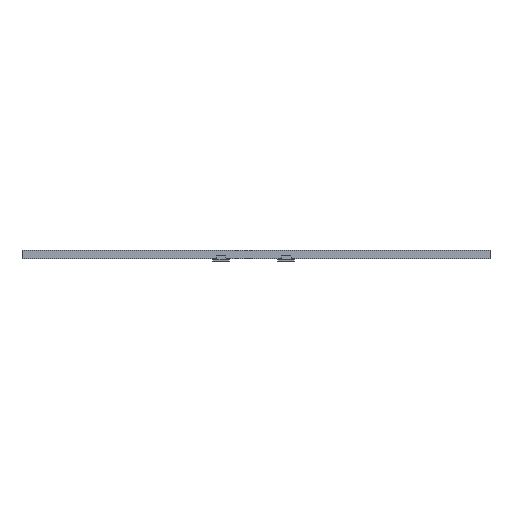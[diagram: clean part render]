
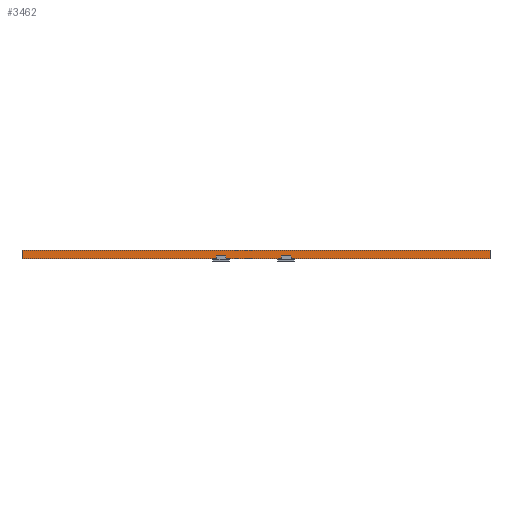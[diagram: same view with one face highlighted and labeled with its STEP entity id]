
A CAD part, front view. The second image highlights one B-rep face of the part: STEP entity #3462.
In plain terms, the highlighted planar face has unit normal (0, -1, 0).
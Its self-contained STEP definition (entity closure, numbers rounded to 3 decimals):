
#3281 = PLANE('',#3282);
#3282 = AXIS2_PLACEMENT_3D('',#3283,#3284,#3285);
#3283 = CARTESIAN_POINT('',(91.186,50.546,0.));
#3284 = DIRECTION('',(1.,0.,-0.));
#3285 = DIRECTION('',(0.,-1.,0.));
#3306 = VERTEX_POINT('',#3307);
#3307 = CARTESIAN_POINT('',(91.186,0.254,1.6));
#3321 = PLANE('',#3322);
#3322 = AXIS2_PLACEMENT_3D('',#3323,#3324,#3325);
#3323 = CARTESIAN_POINT('',(45.72,25.4,1.6));
#3324 = DIRECTION('',(-0.,-0.,-1.));
#3325 = DIRECTION('',(-1.,0.,0.));
#3333 = EDGE_CURVE('',#3334,#3306,#3336,.T.);
#3334 = VERTEX_POINT('',#3335);
#3335 = CARTESIAN_POINT('',(91.186,0.254,0.));
#3336 = SURFACE_CURVE('',#3337,(#3341,#3348),.PCURVE_S1.);
#3337 = LINE('',#3338,#3339);
#3338 = CARTESIAN_POINT('',(91.186,0.254,0.));
#3339 = VECTOR('',#3340,1.);
#3340 = DIRECTION('',(0.,0.,1.));
#3341 = PCURVE('',#3281,#3342);
#3342 = DEFINITIONAL_REPRESENTATION('',(#3343),#3347);
#3343 = LINE('',#3344,#3345);
#3344 = CARTESIAN_POINT('',(50.292,0.));
#3345 = VECTOR('',#3346,1.);
#3346 = DIRECTION('',(0.,-1.));
#3347 = ( GEOMETRIC_REPRESENTATION_CONTEXT(2) 
PARAMETRIC_REPRESENTATION_CONTEXT() REPRESENTATION_CONTEXT('2D SPACE',''
  ) );
#3348 = PCURVE('',#3349,#3354);
#3349 = PLANE('',#3350);
#3350 = AXIS2_PLACEMENT_3D('',#3351,#3352,#3353);
#3351 = CARTESIAN_POINT('',(91.186,0.254,0.));
#3352 = DIRECTION('',(0.,-1.,0.));
#3353 = DIRECTION('',(-1.,0.,0.));
#3354 = DEFINITIONAL_REPRESENTATION('',(#3355),#3359);
#3355 = LINE('',#3356,#3357);
#3356 = CARTESIAN_POINT('',(0.,-0.));
#3357 = VECTOR('',#3358,1.);
#3358 = DIRECTION('',(0.,-1.));
#3359 = ( GEOMETRIC_REPRESENTATION_CONTEXT(2) 
PARAMETRIC_REPRESENTATION_CONTEXT() REPRESENTATION_CONTEXT('2D SPACE',''
  ) );
#3375 = PLANE('',#3376);
#3376 = AXIS2_PLACEMENT_3D('',#3377,#3378,#3379);
#3377 = CARTESIAN_POINT('',(45.72,25.4,0.));
#3378 = DIRECTION('',(-0.,-0.,-1.));
#3379 = DIRECTION('',(-1.,0.,0.));
#3408 = PLANE('',#3409);
#3409 = AXIS2_PLACEMENT_3D('',#3410,#3411,#3412);
#3410 = CARTESIAN_POINT('',(0.254,0.254,0.));
#3411 = DIRECTION('',(-1.,0.,0.));
#3412 = DIRECTION('',(0.,1.,0.));
#3462 = ADVANCED_FACE('',(#3463),#3349,.T.);
#3463 = FACE_BOUND('',#3464,.T.);
#3464 = EDGE_LOOP('',(#3465,#3466,#3489,#3512));
#3465 = ORIENTED_EDGE('',*,*,#3333,.T.);
#3466 = ORIENTED_EDGE('',*,*,#3467,.T.);
#3467 = EDGE_CURVE('',#3306,#3468,#3470,.T.);
#3468 = VERTEX_POINT('',#3469);
#3469 = CARTESIAN_POINT('',(0.254,0.254,1.6));
#3470 = SURFACE_CURVE('',#3471,(#3475,#3482),.PCURVE_S1.);
#3471 = LINE('',#3472,#3473);
#3472 = CARTESIAN_POINT('',(91.186,0.254,1.6));
#3473 = VECTOR('',#3474,1.);
#3474 = DIRECTION('',(-1.,0.,0.));
#3475 = PCURVE('',#3349,#3476);
#3476 = DEFINITIONAL_REPRESENTATION('',(#3477),#3481);
#3477 = LINE('',#3478,#3479);
#3478 = CARTESIAN_POINT('',(0.,-1.6));
#3479 = VECTOR('',#3480,1.);
#3480 = DIRECTION('',(1.,0.));
#3481 = ( GEOMETRIC_REPRESENTATION_CONTEXT(2) 
PARAMETRIC_REPRESENTATION_CONTEXT() REPRESENTATION_CONTEXT('2D SPACE',''
  ) );
#3482 = PCURVE('',#3321,#3483);
#3483 = DEFINITIONAL_REPRESENTATION('',(#3484),#3488);
#3484 = LINE('',#3485,#3486);
#3485 = CARTESIAN_POINT('',(-45.466,-25.146));
#3486 = VECTOR('',#3487,1.);
#3487 = DIRECTION('',(1.,0.));
#3488 = ( GEOMETRIC_REPRESENTATION_CONTEXT(2) 
PARAMETRIC_REPRESENTATION_CONTEXT() REPRESENTATION_CONTEXT('2D SPACE',''
  ) );
#3489 = ORIENTED_EDGE('',*,*,#3490,.F.);
#3490 = EDGE_CURVE('',#3491,#3468,#3493,.T.);
#3491 = VERTEX_POINT('',#3492);
#3492 = CARTESIAN_POINT('',(0.254,0.254,0.));
#3493 = SURFACE_CURVE('',#3494,(#3498,#3505),.PCURVE_S1.);
#3494 = LINE('',#3495,#3496);
#3495 = CARTESIAN_POINT('',(0.254,0.254,0.));
#3496 = VECTOR('',#3497,1.);
#3497 = DIRECTION('',(0.,0.,1.));
#3498 = PCURVE('',#3349,#3499);
#3499 = DEFINITIONAL_REPRESENTATION('',(#3500),#3504);
#3500 = LINE('',#3501,#3502);
#3501 = CARTESIAN_POINT('',(90.932,0.));
#3502 = VECTOR('',#3503,1.);
#3503 = DIRECTION('',(0.,-1.));
#3504 = ( GEOMETRIC_REPRESENTATION_CONTEXT(2) 
PARAMETRIC_REPRESENTATION_CONTEXT() REPRESENTATION_CONTEXT('2D SPACE',''
  ) );
#3505 = PCURVE('',#3408,#3506);
#3506 = DEFINITIONAL_REPRESENTATION('',(#3507),#3511);
#3507 = LINE('',#3508,#3509);
#3508 = CARTESIAN_POINT('',(0.,0.));
#3509 = VECTOR('',#3510,1.);
#3510 = DIRECTION('',(0.,-1.));
#3511 = ( GEOMETRIC_REPRESENTATION_CONTEXT(2) 
PARAMETRIC_REPRESENTATION_CONTEXT() REPRESENTATION_CONTEXT('2D SPACE',''
  ) );
#3512 = ORIENTED_EDGE('',*,*,#3513,.F.);
#3513 = EDGE_CURVE('',#3334,#3491,#3514,.T.);
#3514 = SURFACE_CURVE('',#3515,(#3519,#3526),.PCURVE_S1.);
#3515 = LINE('',#3516,#3517);
#3516 = CARTESIAN_POINT('',(91.186,0.254,0.));
#3517 = VECTOR('',#3518,1.);
#3518 = DIRECTION('',(-1.,0.,0.));
#3519 = PCURVE('',#3349,#3520);
#3520 = DEFINITIONAL_REPRESENTATION('',(#3521),#3525);
#3521 = LINE('',#3522,#3523);
#3522 = CARTESIAN_POINT('',(0.,-0.));
#3523 = VECTOR('',#3524,1.);
#3524 = DIRECTION('',(1.,0.));
#3525 = ( GEOMETRIC_REPRESENTATION_CONTEXT(2) 
PARAMETRIC_REPRESENTATION_CONTEXT() REPRESENTATION_CONTEXT('2D SPACE',''
  ) );
#3526 = PCURVE('',#3375,#3527);
#3527 = DEFINITIONAL_REPRESENTATION('',(#3528),#3532);
#3528 = LINE('',#3529,#3530);
#3529 = CARTESIAN_POINT('',(-45.466,-25.146));
#3530 = VECTOR('',#3531,1.);
#3531 = DIRECTION('',(1.,0.));
#3532 = ( GEOMETRIC_REPRESENTATION_CONTEXT(2) 
PARAMETRIC_REPRESENTATION_CONTEXT() REPRESENTATION_CONTEXT('2D SPACE',''
  ) );
